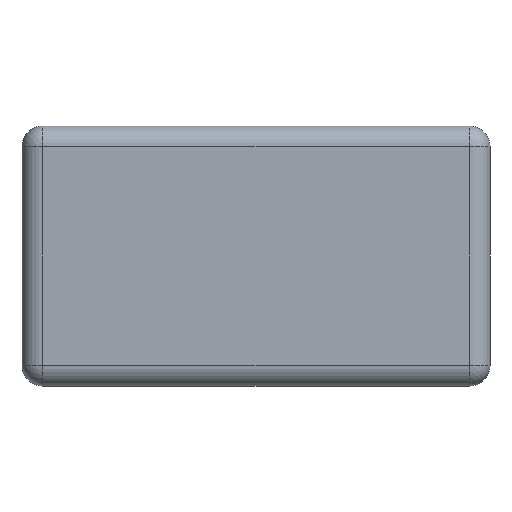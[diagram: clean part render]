
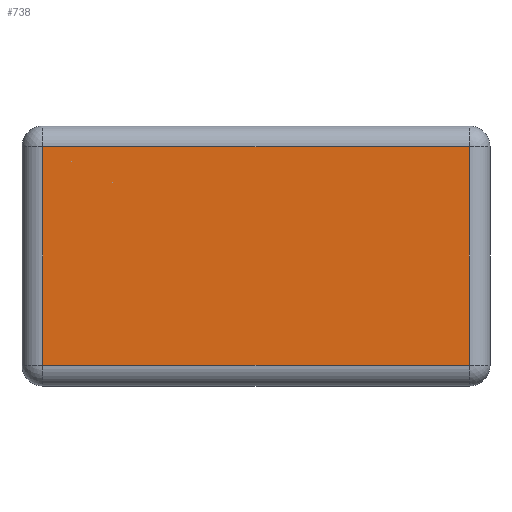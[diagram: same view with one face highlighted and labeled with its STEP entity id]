
A CAD part, front view. The second image highlights one B-rep face of the part: STEP entity #738.
In plain terms, the highlighted planar face has unit normal (0, -1, 0).
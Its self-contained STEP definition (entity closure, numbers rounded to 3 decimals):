
#335=DIRECTION('',(-1.,0.,0.));
#336=VECTOR('',#335,20.5);
#337=CARTESIAN_POINT('',(10.25,0.,5.25));
#338=LINE('',#337,#336);
#339=DIRECTION('',(0.,0.,1.));
#340=VECTOR('',#339,10.5);
#341=CARTESIAN_POINT('',(10.25,0.,-5.25));
#342=LINE('',#341,#340);
#343=DIRECTION('',(1.,0.,0.));
#344=VECTOR('',#343,20.5);
#345=CARTESIAN_POINT('',(-10.25,0.,-5.25));
#346=LINE('',#345,#344);
#347=DIRECTION('',(0.,0.,-1.));
#348=VECTOR('',#347,10.5);
#349=CARTESIAN_POINT('',(-10.25,0.,5.25));
#350=LINE('',#349,#348);
#425=CARTESIAN_POINT('',(10.25,0.,5.25));
#426=CARTESIAN_POINT('',(-10.25,0.,5.25));
#427=VERTEX_POINT('',#425);
#428=VERTEX_POINT('',#426);
#431=CARTESIAN_POINT('',(-10.25,0.,-5.25));
#432=VERTEX_POINT('',#431);
#439=CARTESIAN_POINT('',(10.25,0.,-5.25));
#440=VERTEX_POINT('',#439);
#725=CARTESIAN_POINT('',(0.,0.,0.));
#726=DIRECTION('',(0.,1.,0.));
#727=DIRECTION('',(1.,0.,0.));
#728=AXIS2_PLACEMENT_3D('',#725,#726,#727);
#729=PLANE('',#728);
#731=ORIENTED_EDGE('',*,*,#730,.F.);
#733=ORIENTED_EDGE('',*,*,#732,.F.);
#734=ORIENTED_EDGE('',*,*,#718,.F.);
#735=ORIENTED_EDGE('',*,*,#491,.F.);
#736=EDGE_LOOP('',(#731,#733,#734,#735));
#737=FACE_OUTER_BOUND('',#736,.F.);
#491=EDGE_CURVE('',#428,#432,#350,.T.);
#718=EDGE_CURVE('',#432,#440,#346,.T.);
#730=EDGE_CURVE('',#427,#428,#338,.T.);
#732=EDGE_CURVE('',#440,#427,#342,.T.);
#738=ADVANCED_FACE('',(#737),#729,.F.);
